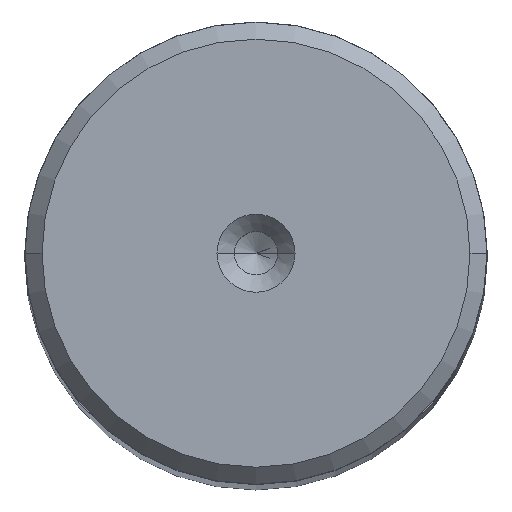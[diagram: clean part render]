
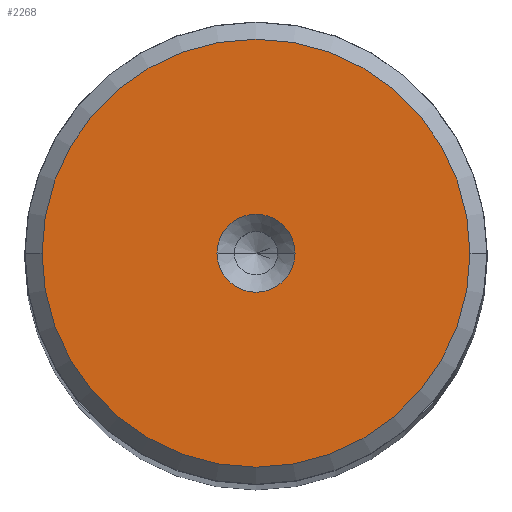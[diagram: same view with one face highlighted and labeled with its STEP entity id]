
A CAD part, top view. The second image highlights one B-rep face of the part: STEP entity #2268.
In plain terms, the highlighted planar face has unit normal (0, 0, 1).
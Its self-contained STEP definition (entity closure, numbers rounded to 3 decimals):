
#144 = CARTESIAN_POINT ( 'NONE',  ( 2.7, 0., 220. ) ) ;
#161 = AXIS2_PLACEMENT_3D ( 'NONE', #1079, #1481, #2110 ) ;
#302 = AXIS2_PLACEMENT_3D ( 'NONE', #552, #2478, #2240 ) ;
#353 = AXIS2_PLACEMENT_3D ( 'NONE', #1011, #576, #1029 ) ;
#387 = DIRECTION ( 'NONE',  ( 1., 0., 0. ) ) ;
#493 = CARTESIAN_POINT ( 'NONE',  ( -14.812, 0., 220. ) ) ;
#552 = CARTESIAN_POINT ( 'NONE',  ( 0., 0., 220. ) ) ;
#555 = FACE_BOUND ( 'NONE', #1602, .T. ) ;
#571 = ORIENTED_EDGE ( 'NONE', *, *, #1446, .T. ) ;
#575 = ORIENTED_EDGE ( 'NONE', *, *, #1291, .F. ) ;
#576 = DIRECTION ( 'NONE',  ( 0., 0., 1. ) ) ;
#626 = DIRECTION ( 'NONE',  ( 1., 0., 0. ) ) ;
#635 = ORIENTED_EDGE ( 'NONE', *, *, #2517, .T. ) ;
#671 = VERTEX_POINT ( 'NONE', #701 ) ;
#689 = FACE_OUTER_BOUND ( 'NONE', #1034, .T. ) ;
#701 = CARTESIAN_POINT ( 'NONE',  ( 14.812, 0., 220. ) ) ;
#802 = AXIS2_PLACEMENT_3D ( 'NONE', #2375, #1115, #626 ) ;
#813 = VERTEX_POINT ( 'NONE', #1188 ) ;
#1011 = CARTESIAN_POINT ( 'NONE',  ( 0., 0., 220. ) ) ;
#1029 = DIRECTION ( 'NONE',  ( 1., 0., 0. ) ) ;
#1034 = EDGE_LOOP ( 'NONE', ( #571, #635 ) ) ;
#1076 = EDGE_CURVE ( 'NONE', #813, #2512, #1697, .T. ) ;
#1079 = CARTESIAN_POINT ( 'NONE',  ( 0., 0., 220. ) ) ;
#1106 = ORIENTED_EDGE ( 'NONE', *, *, #1076, .F. ) ;
#1115 = DIRECTION ( 'NONE',  ( 0., 0., 1. ) ) ;
#1188 = CARTESIAN_POINT ( 'NONE',  ( -2.7, 0., 220. ) ) ;
#1224 = AXIS2_PLACEMENT_3D ( 'NONE', #2285, #2725, #387 ) ;
#1291 = EDGE_CURVE ( 'NONE', #2512, #813, #2383, .T. ) ;
#1446 = EDGE_CURVE ( 'NONE', #1871, #671, #1759, .T. ) ;
#1481 = DIRECTION ( 'NONE',  ( 0., 0., 1. ) ) ;
#1602 = EDGE_LOOP ( 'NONE', ( #575, #1106 ) ) ;
#1697 = CIRCLE ( 'NONE', #1224, 2.7 ) ;
#1759 = CIRCLE ( 'NONE', #802, 14.812 ) ;
#1833 = PLANE ( 'NONE',  #302 ) ;
#1871 = VERTEX_POINT ( 'NONE', #493 ) ;
#2110 = DIRECTION ( 'NONE',  ( 1., 0., 0. ) ) ;
#2240 = DIRECTION ( 'NONE',  ( 1., 0., 0. ) ) ;
#2268 = ADVANCED_FACE ( 'NONE', ( #555, #689 ), #1833, .T. ) ;
#2285 = CARTESIAN_POINT ( 'NONE',  ( 0., 0., 220. ) ) ;
#2375 = CARTESIAN_POINT ( 'NONE',  ( 0., 0., 220. ) ) ;
#2383 = CIRCLE ( 'NONE', #161, 2.7 ) ;
#2478 = DIRECTION ( 'NONE',  ( 0., 0., 1. ) ) ;
#2512 = VERTEX_POINT ( 'NONE', #144 ) ;
#2517 = EDGE_CURVE ( 'NONE', #671, #1871, #2672, .T. ) ;
#2672 = CIRCLE ( 'NONE', #353, 14.812 ) ;
#2725 = DIRECTION ( 'NONE',  ( 0., 0., 1. ) ) ;
